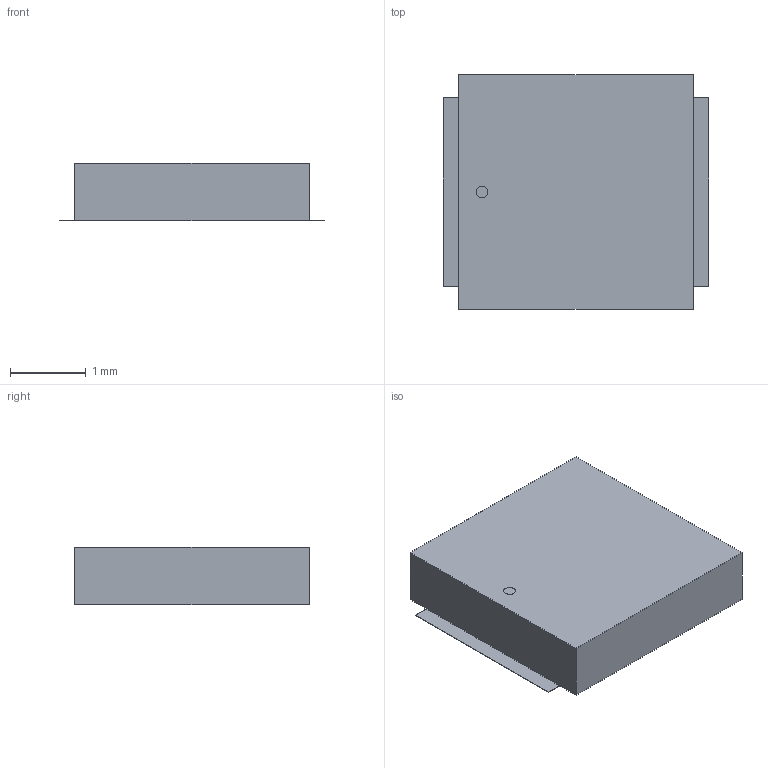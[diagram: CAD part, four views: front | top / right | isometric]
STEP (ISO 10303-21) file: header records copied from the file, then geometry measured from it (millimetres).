
FILE_DESCRIPTION(('STEP AP214'),'1');
FILE_NAME('LED_WL-SWTP_WRE','2023-05-01T02:49:04',(''),(''),'','','');
FILE_SCHEMA(('AUTOMOTIVE_DESIGN'));
Length unit declared in the file: millimetre
Products named in the file (1): product
Bounding box: 3.51 x 3.1 x 0.77 mm (x, y, z)
Volume: 7.3 mm3; surface area: 42.1 mm2
Topology: 4 solids, 4 shells, 21 faces, 39 edges, 26 vertices
Faces by surface type: plane 20, cylinder 1
Full cylindrical faces by diameter (mm): 0.155 x1
Entity records: 661 total; most frequent: DIRECTION 86, ORIENTED_EDGE 76, CARTESIAN_POINT 51, EDGE_CURVE 38, LINE 36, VECTOR 36, VERTEX_POINT 26, AXIS2_PLACEMENT_3D 25
